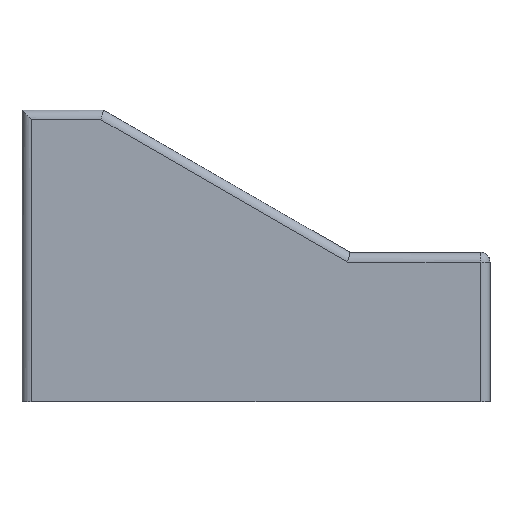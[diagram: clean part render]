
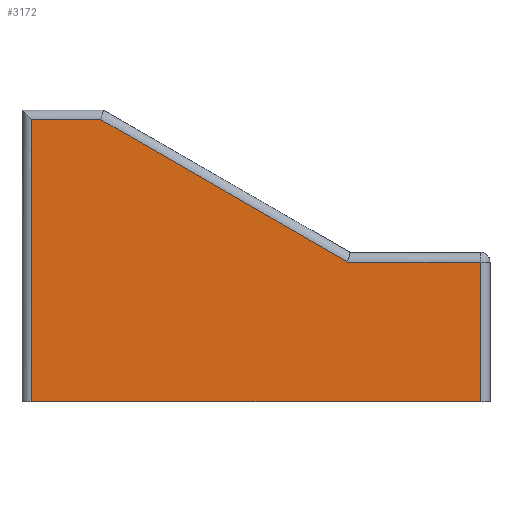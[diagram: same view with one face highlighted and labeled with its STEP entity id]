
A CAD part, front view. The second image highlights one B-rep face of the part: STEP entity #3172.
In plain terms, the highlighted planar face has unit normal (0, -1, 0).
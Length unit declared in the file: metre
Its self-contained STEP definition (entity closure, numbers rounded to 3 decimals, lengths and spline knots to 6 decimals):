
#882=ORIENTED_EDGE('',*,*,#1234,.T.);
#883=ORIENTED_EDGE('',*,*,#1380,.T.);
#884=ORIENTED_EDGE('',*,*,#1381,.T.);
#885=ORIENTED_EDGE('',*,*,#1382,.T.);
#886=ORIENTED_EDGE('',*,*,#1383,.T.);
#887=ORIENTED_EDGE('',*,*,#1384,.T.);
#1234=EDGE_CURVE('',#1636,#1635,#1980,.T.);
#1380=EDGE_CURVE('',#1635,#1693,#2125,.F.);
#1381=EDGE_CURVE('',#1693,#1694,#2126,.F.);
#1382=EDGE_CURVE('',#1694,#1695,#2127,.T.);
#1383=EDGE_CURVE('',#1695,#1696,#2128,.T.);
#1384=EDGE_CURVE('',#1696,#1636,#2129,.T.);
#1635=VERTEX_POINT('',#4735);
#1636=VERTEX_POINT('',#4737);
#1693=VERTEX_POINT('',#5027);
#1694=VERTEX_POINT('',#5029);
#1695=VERTEX_POINT('',#5031);
#1696=VERTEX_POINT('',#5033);
#1980=LINE('',#4736,#2415);
#2125=LINE('',#5026,#2560);
#2126=LINE('',#5028,#2561);
#2127=LINE('',#5030,#2562);
#2128=LINE('',#5032,#2563);
#2129=LINE('',#5034,#2564);
#2415=VECTOR('',#3776,1.);
#2560=VECTOR('',#4097,1.);
#2561=VECTOR('',#4098,1.);
#2562=VECTOR('',#4099,1.);
#2563=VECTOR('',#4100,1.);
#2564=VECTOR('',#4101,1.);
#2713=EDGE_LOOP('',(#882,#883,#884,#885,#886,#887));
#2872=FACE_BOUND('',#2713,.T.);
#3029=PLANE('',#3348);
#3172=ADVANCED_FACE('',(#2872),#3029,.T.);
#3348=AXIS2_PLACEMENT_3D('',#5025,#4095,#4096);
#3776=DIRECTION('',(1.,0.,0.));
#4095=DIRECTION('',(0.,-1.,0.));
#4096=DIRECTION('',(1.,0.,0.));
#4097=DIRECTION('',(0.,0.,-1.));
#4098=DIRECTION('',(1.,0.,0.));
#4099=DIRECTION('',(-0.866,0.,0.5));
#4100=DIRECTION('',(-1.,0.,0.));
#4101=DIRECTION('',(0.,0.,-1.));
#4735=CARTESIAN_POINT('',(0.095,-0.002,0.));
#4736=CARTESIAN_POINT('',(0.0475,-0.002,0.));
#4737=CARTESIAN_POINT('',(0.002,-0.002,0.));
#5025=CARTESIAN_POINT('',(0.0475,-0.002,0.03025));
#5026=CARTESIAN_POINT('',(0.095,-0.002,0.03025));
#5027=CARTESIAN_POINT('',(0.095,-0.002,0.029));
#5028=CARTESIAN_POINT('',(0.0475,-0.002,0.029));
#5029=CARTESIAN_POINT('',(0.067464,-0.002,0.029));
#5030=CARTESIAN_POINT('',(0.05195,-0.002,0.037957));
#5031=CARTESIAN_POINT('',(0.016369,-0.002,0.0585));
#5032=CARTESIAN_POINT('',(0.0475,-0.002,0.0585));
#5033=CARTESIAN_POINT('',(0.002,-0.002,0.0585));
#5034=CARTESIAN_POINT('',(0.002,-0.002,0.03025));
